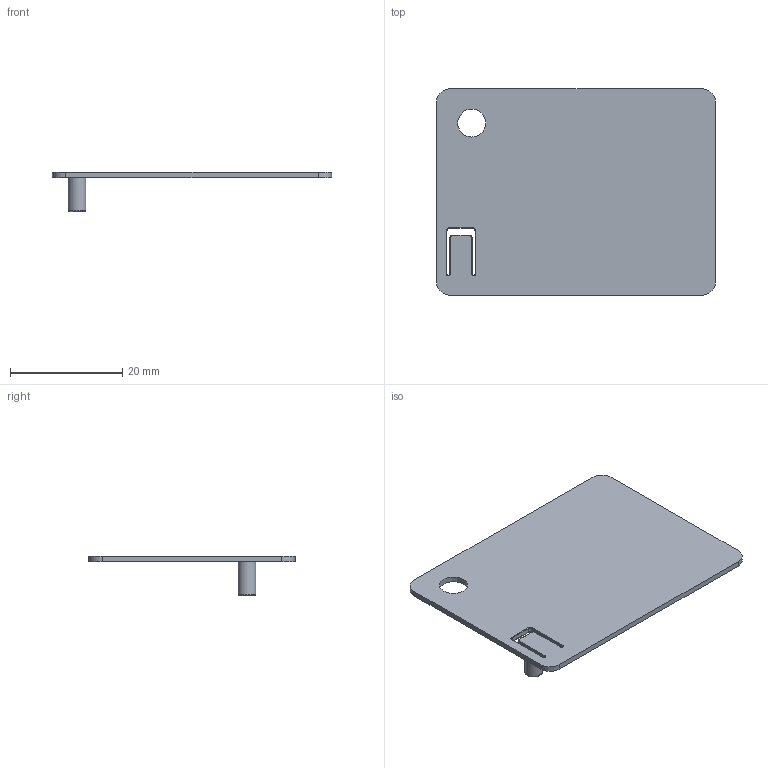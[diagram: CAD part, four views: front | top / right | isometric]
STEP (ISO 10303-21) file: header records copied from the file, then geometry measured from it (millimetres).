
FILE_DESCRIPTION(/* description */ (''),/* implementation_level */ '2;1');
FILE_NAME(/* name */ '上盖.step',/* time_stamp */ '2020-08-03T10:58:46+08:00',/* author */ (''),/* organization */ (''),/* preprocessor_version */ 'ST-DEVELOPER v18.1',/* originating_system */ 'Autodesk Translation Framework v9.3.0.1241',/* authorisation */ '');
FILE_SCHEMA (('AUTOMOTIVE_DESIGN { 1 0 10303 214 3 1 1 }'));
Length unit declared in the file: millimetre
Products named in the file (2): 上盖; 零部件1
Assembly tree (1 placements, depth 2):
  上盖
    零部件1
Bounding box: 49.8 x 36.8 x 7 mm (x, y, z)
Volume: 1842 mm3; surface area: 3869.5 mm2
Topology: 1 solids, 1 shells, 50 faces, 116 edges, 69 vertices
Faces by surface type: cylinder 24, torus 13, plane 13
Full cylindrical faces by diameter (mm): 3.177 x1, 5 x1
Entity records: 1519 total; most frequent: DIRECTION 280, CARTESIAN_POINT 280, ORIENTED_EDGE 232, EDGE_CURVE 116, AXIS2_PLACEMENT_3D 113, VERTEX_POINT 69, CIRCLE 60, EDGE_LOOP 55
